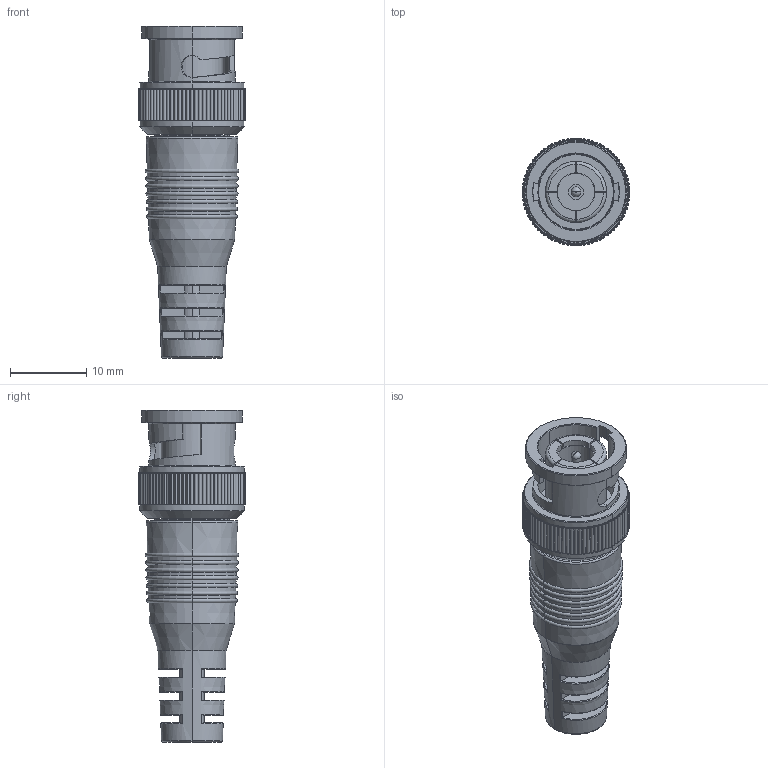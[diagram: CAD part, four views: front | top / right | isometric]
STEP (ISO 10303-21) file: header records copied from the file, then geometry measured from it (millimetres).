
FILE_DESCRIPTION (( 'STEP AP214' ), '1' );
FILE_NAME ('BNC Connector (Male).STEP', '2017-11-19T09:41:08', ( 'M.B.I.' ), ( '' ), 'SwSTEP 2.0', '', '' );
FILE_SCHEMA (( 'AUTOMOTIVE_DESIGN' ));
Length unit declared in the file: millimetre
Products named in the file (1): BNC Connector (Male)
Bounding box: 14.1 x 14.1 x 43.5 mm (x, y, z)
Volume: 3630.3 mm3; surface area: 4694.2 mm2
Topology: 5 solids, 5 shells, 798 faces, 2000 edges, 1305 vertices
Faces by surface type: torus 328, plane 237, cylinder 168, cone 47, bspline 18
Entity records: 30180 total; most frequent: CARTESIAN_POINT 10672, DIRECTION 4317, ORIENTED_EDGE 4000, EDGE_CURVE 2000, AXIS2_PLACEMENT_3D 1964, VERTEX_POINT 1305, CIRCLE 1183, EDGE_LOOP 913
